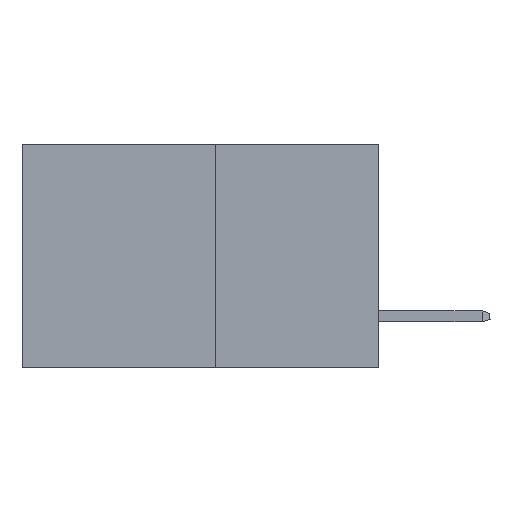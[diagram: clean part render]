
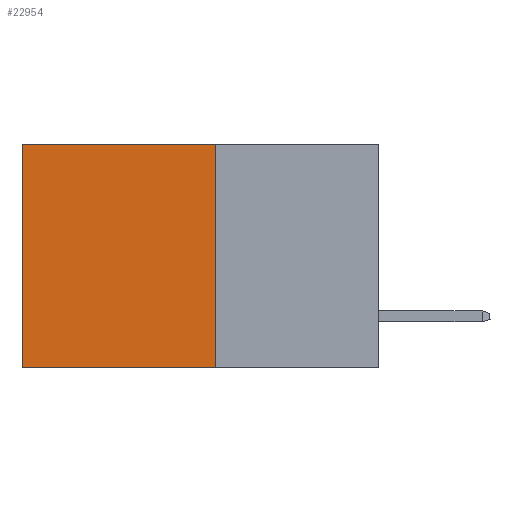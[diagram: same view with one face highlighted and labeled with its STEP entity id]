
A CAD part, left-side view. The second image highlights one B-rep face of the part: STEP entity #22954.
In plain terms, the highlighted planar face has unit normal (-1, 0, 0).
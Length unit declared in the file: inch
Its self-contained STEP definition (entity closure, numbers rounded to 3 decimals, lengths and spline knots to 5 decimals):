
#548 = VECTOR ( 'NONE', #13323, 39.37008 ) ;
#1094 = LINE ( 'NONE', #6190, #548 ) ;
#2808 = LINE ( 'NONE', #5930, #11671 ) ;
#2845 = CARTESIAN_POINT ( 'NONE',  ( 0.277, 0.59, 0. ) ) ;
#3859 = ORIENTED_EDGE ( 'NONE', *, *, #17542, .T. ) ;
#4151 = DIRECTION ( 'NONE',  ( 0., 0., -1. ) ) ;
#4931 = EDGE_CURVE ( 'NONE', #10725, #15328, #1094, .T. ) ;
#4937 = CARTESIAN_POINT ( 'NONE',  ( 0.277, 0.27, -0.37 ) ) ;
#5190 = LINE ( 'NONE', #9470, #14044 ) ;
#5321 = DIRECTION ( 'NONE',  ( 1., 0., 0. ) ) ;
#5930 = CARTESIAN_POINT ( 'NONE',  ( 0.277, 0.59, -0.37 ) ) ;
#5933 = ORIENTED_EDGE ( 'NONE', *, *, #4931, .F. ) ;
#6190 = CARTESIAN_POINT ( 'NONE',  ( 0.277, 0.27, -0.37 ) ) ;
#6857 = LINE ( 'NONE', #7811, #16797 ) ;
#7480 = CARTESIAN_POINT ( 'NONE',  ( 0.277, 0.59, -0.37 ) ) ;
#7811 = CARTESIAN_POINT ( 'NONE',  ( 0.277, 0.27, -0.37 ) ) ;
#8116 = ORIENTED_EDGE ( 'NONE', *, *, #14791, .F. ) ;
#8435 = EDGE_LOOP ( 'NONE', ( #3859, #5933, #8116, #18578 ) ) ;
#8937 = CARTESIAN_POINT ( 'NONE',  ( 0.277, 0.27, 0. ) ) ;
#9470 = CARTESIAN_POINT ( 'NONE',  ( 0.277, 0.27, 0. ) ) ;
#9764 = VERTEX_POINT ( 'NONE', #8937 ) ;
#10533 = CARTESIAN_POINT ( 'NONE',  ( 0.277, 0.27, -0.37 ) ) ;
#10725 = VERTEX_POINT ( 'NONE', #4937 ) ;
#11225 = DIRECTION ( 'NONE',  ( 0., 1., 0. ) ) ;
#11671 = VECTOR ( 'NONE', #4151, 39.37008 ) ;
#12354 = AXIS2_PLACEMENT_3D ( 'NONE', #10533, #5321, #17665 ) ;
#13323 = DIRECTION ( 'NONE',  ( 0., 1., 0. ) ) ;
#14044 = VECTOR ( 'NONE', #11225, 39.37008 ) ;
#14791 = EDGE_CURVE ( 'NONE', #9764, #10725, #6857, .T. ) ;
#15328 = VERTEX_POINT ( 'NONE', #7480 ) ;
#15890 = PLANE ( 'NONE',  #12354 ) ;
#16797 = VECTOR ( 'NONE', #18366, 39.37008 ) ;
#17542 = EDGE_CURVE ( 'NONE', #20738, #15328, #2808, .T. ) ;
#17665 = DIRECTION ( 'NONE',  ( 0., 0., -1. ) ) ;
#18366 = DIRECTION ( 'NONE',  ( 0., 0., -1. ) ) ;
#18578 = ORIENTED_EDGE ( 'NONE', *, *, #19942, .T. ) ;
#19942 = EDGE_CURVE ( 'NONE', #9764, #20738, #5190, .T. ) ;
#19962 = FACE_OUTER_BOUND ( 'NONE', #8435, .T. ) ;
#20738 = VERTEX_POINT ( 'NONE', #2845 ) ;
#22954 = ADVANCED_FACE ( 'NONE', ( #19962 ), #15890, .F. ) ;
